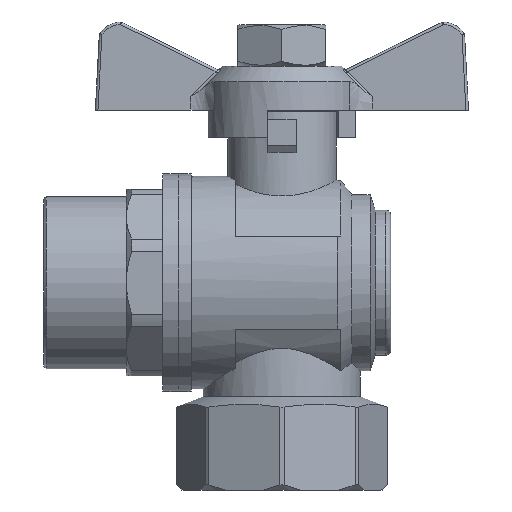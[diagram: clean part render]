
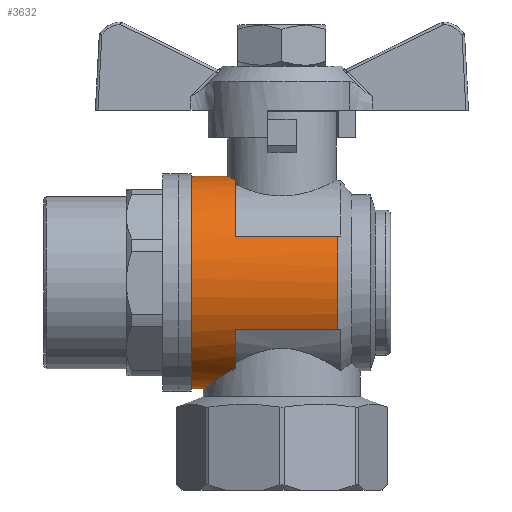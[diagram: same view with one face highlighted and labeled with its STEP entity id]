
A CAD part, left-side view. The second image highlights one B-rep face of the part: STEP entity #3632.
In plain terms, the highlighted cylindrical face has radius 20.5 mm (diameter 41 mm), a full revolution.
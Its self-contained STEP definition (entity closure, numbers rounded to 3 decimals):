
#217=LINE('',#8248,#395);
#218=LINE('',#8252,#396);
#219=LINE('',#8265,#397);
#220=LINE('',#8269,#398);
#395=VECTOR('',#5834,1000.);
#396=VECTOR('',#5837,1000.);
#397=VECTOR('',#5842,1000.);
#398=VECTOR('',#5845,1000.);
#653=B_SPLINE_CURVE_WITH_KNOTS('',3,(#8231,#8232,#8233,#8234,#8235,#8236,
#8237,#8238,#8239,#8240,#8241,#8242,#8243),.UNSPECIFIED.,.F.,.F.,(4,1,1,
1,1,1,1,1,1,1,4),(0.084,0.088,0.09,
0.092,0.093,0.095,0.097,
0.099,0.103,0.106,0.114),
 .UNSPECIFIED.);
#654=B_SPLINE_CURVE_WITH_KNOTS('',3,(#8256,#8257,#8258,#8259,#8260,#8261),
 .UNSPECIFIED.,.F.,.F.,(4,1,1,4),(0.011,0.017,
0.02,0.022),.UNSPECIFIED.);
#1348=ORIENTED_EDGE('',*,*,#2089,.F.);
#1349=ORIENTED_EDGE('',*,*,#2090,.F.);
#1350=ORIENTED_EDGE('',*,*,#2091,.F.);
#1351=ORIENTED_EDGE('',*,*,#2092,.T.);
#1352=ORIENTED_EDGE('',*,*,#2093,.T.);
#1353=ORIENTED_EDGE('',*,*,#2094,.T.);
#1354=ORIENTED_EDGE('',*,*,#2095,.T.);
#1355=ORIENTED_EDGE('',*,*,#2096,.T.);
#1356=ORIENTED_EDGE('',*,*,#2097,.T.);
#1357=ORIENTED_EDGE('',*,*,#2098,.T.);
#1358=ORIENTED_EDGE('',*,*,#2099,.T.);
#1359=ORIENTED_EDGE('',*,*,#2100,.T.);
#1360=ORIENTED_EDGE('',*,*,#2101,.F.);
#2089=EDGE_CURVE('',#2486,#2486,#2736,.T.);
#2090=EDGE_CURVE('',#2487,#2488,#653,.T.);
#2091=EDGE_CURVE('',#2489,#2487,#2737,.T.);
#2092=EDGE_CURVE('',#2489,#2490,#217,.T.);
#2093=EDGE_CURVE('',#2490,#2491,#2738,.T.);
#2094=EDGE_CURVE('',#2491,#2492,#218,.F.);
#2095=EDGE_CURVE('',#2492,#2493,#2739,.T.);
#2096=EDGE_CURVE('',#2493,#2494,#654,.T.);
#2097=EDGE_CURVE('',#2494,#2495,#2740,.T.);
#2098=EDGE_CURVE('',#2495,#2496,#219,.T.);
#2099=EDGE_CURVE('',#2496,#2497,#2741,.T.);
#2100=EDGE_CURVE('',#2497,#2498,#220,.F.);
#2101=EDGE_CURVE('',#2488,#2498,#2742,.T.);
#2486=VERTEX_POINT('',#8230);
#2487=VERTEX_POINT('',#8244);
#2488=VERTEX_POINT('',#8245);
#2489=VERTEX_POINT('',#8247);
#2490=VERTEX_POINT('',#8249);
#2491=VERTEX_POINT('',#8251);
#2492=VERTEX_POINT('',#8253);
#2493=VERTEX_POINT('',#8255);
#2494=VERTEX_POINT('',#8262);
#2495=VERTEX_POINT('',#8264);
#2496=VERTEX_POINT('',#8266);
#2497=VERTEX_POINT('',#8268);
#2498=VERTEX_POINT('',#8270);
#2736=CIRCLE('',#5012,20.5);
#2737=CIRCLE('',#5013,20.5);
#2738=CIRCLE('',#5014,20.5);
#2739=CIRCLE('',#5015,20.5);
#2740=CIRCLE('',#5016,20.5);
#2741=CIRCLE('',#5017,20.5);
#2742=CIRCLE('',#5018,20.5);
#2970=EDGE_LOOP('',(#1348));
#2971=EDGE_LOOP('',(#1349,#1350,#1351,#1352,#1353,#1354,#1355,#1356,#1357,
#1358,#1359,#1360));
#3280=FACE_BOUND('',#2970,.T.);
#3281=FACE_BOUND('',#2971,.T.);
#3468=CYLINDRICAL_SURFACE('',#5011,20.5);
#3632=ADVANCED_FACE('',(#3280,#3281),#3468,.T.);
#5011=AXIS2_PLACEMENT_3D('',#8228,#5828,#5829);
#5012=AXIS2_PLACEMENT_3D('',#8229,#5830,#5831);
#5013=AXIS2_PLACEMENT_3D('',#8246,#5832,#5833);
#5014=AXIS2_PLACEMENT_3D('',#8250,#5835,#5836);
#5015=AXIS2_PLACEMENT_3D('',#8254,#5838,#5839);
#5016=AXIS2_PLACEMENT_3D('',#8263,#5840,#5841);
#5017=AXIS2_PLACEMENT_3D('',#8267,#5843,#5844);
#5018=AXIS2_PLACEMENT_3D('',#8271,#5846,#5847);
#5828=DIRECTION('',(0.,-1.,0.));
#5829=DIRECTION('',(0.,0.,-1.));
#5830=DIRECTION('',(0.,1.,0.));
#5831=DIRECTION('',(1.,0.,0.));
#5832=DIRECTION('',(0.,-1.,0.));
#5833=DIRECTION('',(0.,0.,-1.));
#5834=DIRECTION('',(0.,-1.,0.));
#5835=DIRECTION('',(0.,1.,0.));
#5836=DIRECTION('',(0.,0.,1.));
#5837=DIRECTION('',(0.,-1.,0.));
#5838=DIRECTION('',(0.,1.,0.));
#5839=DIRECTION('',(0.,0.,1.));
#5840=DIRECTION('',(0.,1.,0.));
#5841=DIRECTION('',(0.,0.,1.));
#5842=DIRECTION('',(0.,-1.,0.));
#5843=DIRECTION('',(0.,1.,0.));
#5844=DIRECTION('',(0.,0.,1.));
#5845=DIRECTION('',(0.,-1.,0.));
#5846=DIRECTION('',(0.,-1.,0.));
#5847=DIRECTION('',(0.,0.,-1.));
#8228=CARTESIAN_POINT('',(0.,17.5,0.));
#8229=CARTESIAN_POINT('',(0.,17.5,0.));
#8230=CARTESIAN_POINT('',(20.5,17.5,0.));
#8231=CARTESIAN_POINT('',(-12.181,9.,-16.488));
#8232=CARTESIAN_POINT('',(-11.511,9.907,-16.983));
#8233=CARTESIAN_POINT('',(-10.362,11.15,-17.738));
#8234=CARTESIAN_POINT('',(-8.525,12.558,-18.666));
#8235=CARTESIAN_POINT('',(-7.04,13.447,-19.277));
#8236=CARTESIAN_POINT('',(-5.428,14.178,-19.794));
#8237=CARTESIAN_POINT('',(-3.672,14.732,-20.196));
#8238=CARTESIAN_POINT('',(-1.88,15.066,-20.441));
#8239=CARTESIAN_POINT('',(0.609,15.223,-20.558));
#8240=CARTESIAN_POINT('',(3.681,14.844,-20.275));
#8241=CARTESIAN_POINT('',(8.209,13.113,-19.026));
#8242=CARTESIAN_POINT('',(10.837,10.82,-17.481));
#8243=CARTESIAN_POINT('',(12.181,9.,-16.488));
#8244=CARTESIAN_POINT('',(-12.181,9.,-16.488));
#8245=CARTESIAN_POINT('',(12.181,9.,-16.488));
#8246=CARTESIAN_POINT('',(0.,9.,0.));
#8247=CARTESIAN_POINT('',(-18.419,9.,-9.));
#8248=CARTESIAN_POINT('',(-18.419,17.5,-9.));
#8249=CARTESIAN_POINT('',(-18.419,-10.75,-9.));
#8250=CARTESIAN_POINT('',(0.,-10.75,0.));
#8251=CARTESIAN_POINT('',(-18.419,-10.75,9.));
#8252=CARTESIAN_POINT('',(-18.419,17.5,9.));
#8253=CARTESIAN_POINT('',(-18.419,9.,9.));
#8254=CARTESIAN_POINT('',(0.,9.,0.));
#8255=CARTESIAN_POINT('',(-5.408,9.,19.774));
#8256=CARTESIAN_POINT('',(-5.408,9.,19.774));
#8257=CARTESIAN_POINT('',(-3.816,9.957,20.209));
#8258=CARTESIAN_POINT('',(-0.976,10.766,20.64));
#8259=CARTESIAN_POINT('',(2.862,10.238,20.364));
#8260=CARTESIAN_POINT('',(4.611,9.479,19.992));
#8261=CARTESIAN_POINT('',(5.408,9.,19.774));
#8262=CARTESIAN_POINT('',(5.408,9.,19.774));
#8263=CARTESIAN_POINT('',(0.,9.,0.));
#8264=CARTESIAN_POINT('',(18.419,9.,9.));
#8265=CARTESIAN_POINT('',(18.419,17.5,9.));
#8266=CARTESIAN_POINT('',(18.419,-10.75,9.));
#8267=CARTESIAN_POINT('',(0.,-10.75,0.));
#8268=CARTESIAN_POINT('',(18.419,-10.75,-9.));
#8269=CARTESIAN_POINT('',(18.419,17.5,-9.));
#8270=CARTESIAN_POINT('',(18.419,9.,-9.));
#8271=CARTESIAN_POINT('',(0.,9.,0.));
